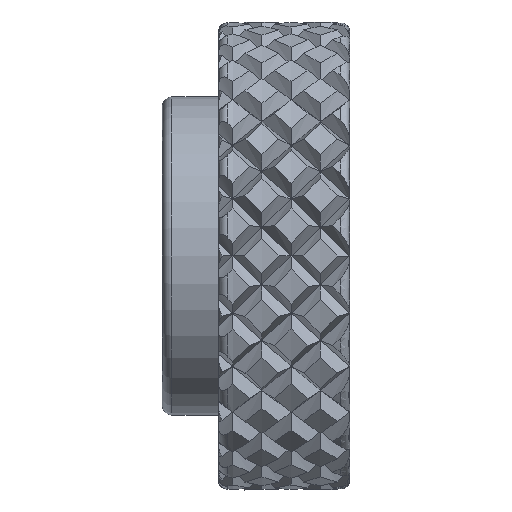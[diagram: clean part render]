
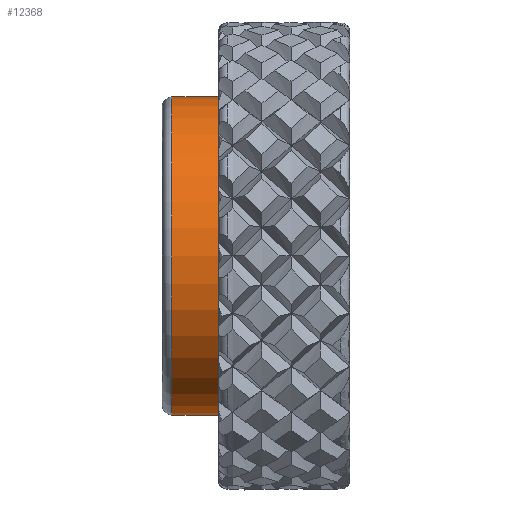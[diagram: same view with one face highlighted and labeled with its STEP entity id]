
A CAD part, left-side view. The second image highlights one B-rep face of the part: STEP entity #12368.
In plain terms, the highlighted cylindrical face has radius 8.5 mm (diameter 17 mm), a partial arc.
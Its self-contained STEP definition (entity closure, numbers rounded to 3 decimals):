
#21 = LINE ( 'NONE', #3414, #22924 ) ;
#137 = EDGE_CURVE ( 'NONE', #12663, #6007, #17192, .T. ) ;
#1450 = ORIENTED_EDGE ( 'NONE', *, *, #8408, .F. ) ;
#1536 = LINE ( 'NONE', #23574, #14763 ) ;
#1900 = DIRECTION ( 'NONE',  ( 0., 0., -1. ) ) ;
#2782 = EDGE_CURVE ( 'NONE', #13938, #12663, #21, .T. ) ;
#3414 = CARTESIAN_POINT ( 'NONE',  ( 0., 63.219, 8.5 ) ) ;
#3585 = CARTESIAN_POINT ( 'NONE',  ( 0., 63.219, 0. ) ) ;
#3703 = DIRECTION ( 'NONE',  ( 0., 1., 0. ) ) ;
#4615 = CYLINDRICAL_SURFACE ( 'NONE', #11193, 8.5 ) ;
#5804 = ORIENTED_EDGE ( 'NONE', *, *, #21495, .T. ) ;
#6007 = VERTEX_POINT ( 'NONE', #20399 ) ;
#7930 = DIRECTION ( 'NONE',  ( 0., 0., 1. ) ) ;
#8408 = EDGE_CURVE ( 'NONE', #25321, #6007, #1536, .T. ) ;
#8867 = CARTESIAN_POINT ( 'NONE',  ( 0., 2., 8.5 ) ) ;
#9818 = DIRECTION ( 'NONE',  ( 0., 1., 0. ) ) ;
#9938 = CARTESIAN_POINT ( 'NONE',  ( 0., 4.5, 0. ) ) ;
#10097 = CARTESIAN_POINT ( 'NONE',  ( 0., 2., -8.5 ) ) ;
#10805 = ORIENTED_EDGE ( 'NONE', *, *, #137, .T. ) ;
#11193 = AXIS2_PLACEMENT_3D ( 'NONE', #3585, #9818, #7930 ) ;
#11782 = CARTESIAN_POINT ( 'NONE',  ( 0., 4.5, 8.5 ) ) ;
#12368 = ADVANCED_FACE ( 'NONE', ( #18193 ), #4615, .T. ) ;
#12663 = VERTEX_POINT ( 'NONE', #11782 ) ;
#13938 = VERTEX_POINT ( 'NONE', #8867 ) ;
#14112 = AXIS2_PLACEMENT_3D ( 'NONE', #16085, #3703, #18151 ) ;
#14763 = VECTOR ( 'NONE', #23488, 1000. ) ;
#14918 = DIRECTION ( 'NONE',  ( 0., -1., 0. ) ) ;
#16085 = CARTESIAN_POINT ( 'NONE',  ( 0., 2., 0. ) ) ;
#16657 = CIRCLE ( 'NONE', #14112, 8.5 ) ;
#17192 = CIRCLE ( 'NONE', #23556, 8.5 ) ;
#18151 = DIRECTION ( 'NONE',  ( 0., 0., 1. ) ) ;
#18193 = FACE_OUTER_BOUND ( 'NONE', #22463, .T. ) ;
#19934 = DIRECTION ( 'NONE',  ( 0., 1., 0. ) ) ;
#20399 = CARTESIAN_POINT ( 'NONE',  ( 0., 4.5, -8.5 ) ) ;
#21495 = EDGE_CURVE ( 'NONE', #25321, #13938, #16657, .T. ) ;
#22463 = EDGE_LOOP ( 'NONE', ( #1450, #5804, #24024, #10805 ) ) ;
#22924 = VECTOR ( 'NONE', #19934, 1000. ) ;
#23488 = DIRECTION ( 'NONE',  ( 0., 1., 0. ) ) ;
#23556 = AXIS2_PLACEMENT_3D ( 'NONE', #9938, #14918, #1900 ) ;
#23574 = CARTESIAN_POINT ( 'NONE',  ( 0., 63.219, -8.5 ) ) ;
#24024 = ORIENTED_EDGE ( 'NONE', *, *, #2782, .T. ) ;
#25321 = VERTEX_POINT ( 'NONE', #10097 ) ;
